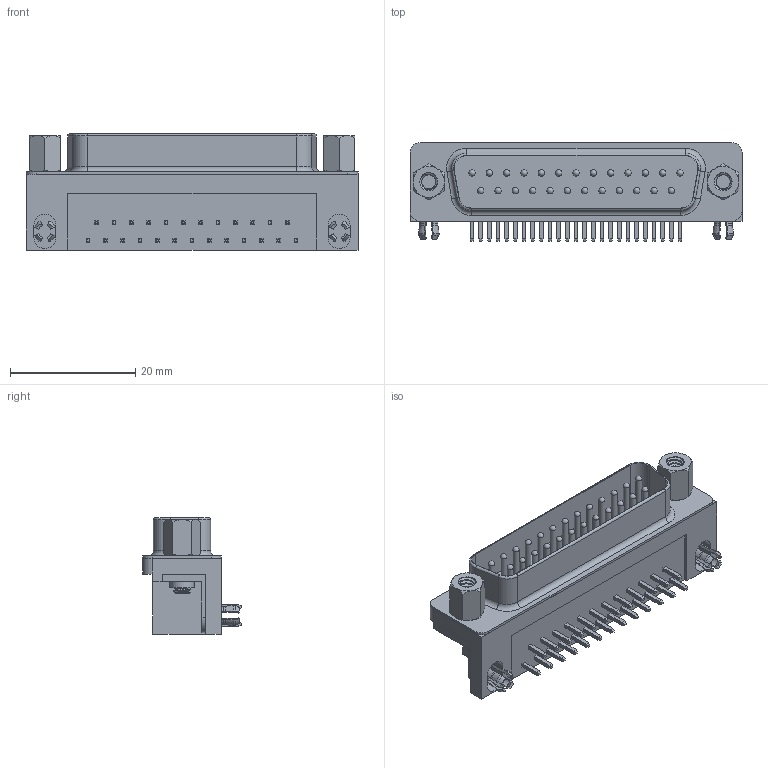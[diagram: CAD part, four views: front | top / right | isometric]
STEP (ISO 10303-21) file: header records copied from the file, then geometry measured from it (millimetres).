
FILE_DESCRIPTION (( 'STEP AP214' ), '1' );
FILE_NAME ('L717SDB25PA4CH4F.STEP', '2022-09-07T06:43:54', ( '' ), ( '' ), 'SwSTEP 2.0', 'SolidWorks 2017', '' );
FILE_SCHEMA (( 'AUTOMOTIVE_DESIGN' ));
Length unit declared in the file: millimetre
Products named in the file (3): Acc_L717SDB25PA4CH3F; L717SDB25PA4CH4F; L717SDB25PA4CH4F_L717SDB25PA4CH3F
Assembly tree (3 placements, depth 2):
  L717SDB25PA4CH4F
    L717SDB25PA4CH4F_L717SDB25PA4CH3F
    Acc_L717SDB25PA4CH3F  x2
Bounding box: 53.05 x 15.75 x 18.6 mm (x, y, z)
Volume: 6961.2 mm3; surface area: 6780.3 mm2
Topology: 56 solids, 56 shells, 627 faces, 1525 edges, 982 vertices
Faces by surface type: plane 385, cylinder 91, cone 68, torus 40, sphere 25, bspline 18
Full cylindrical faces by diameter (mm): 1 x25, 3.3 x2, 3.9 x6, 4.5 x2, 4.9 x2
Entity records: 22946 total; most frequent: CARTESIAN_POINT 9419, DIRECTION 2660, ORIENTED_EDGE 2508, EDGE_CURVE 1254, AXIS2_PLACEMENT_3D 917, VECTOR 826, LINE 826, VERTEX_POINT 826
